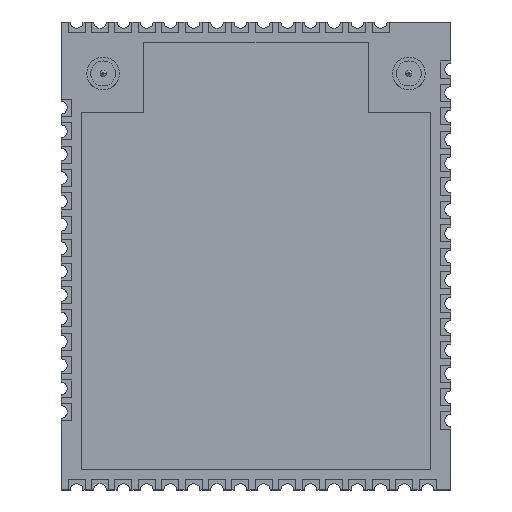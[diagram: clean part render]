
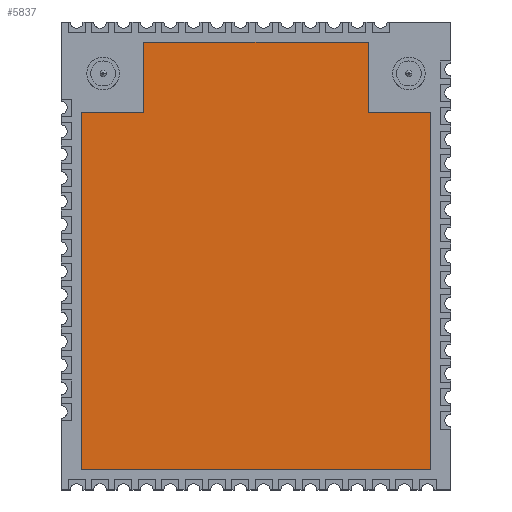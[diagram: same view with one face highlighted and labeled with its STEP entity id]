
A CAD part, top view. The second image highlights one B-rep face of the part: STEP entity #5837.
In plain terms, the highlighted planar face has unit normal (0, 0, 1).
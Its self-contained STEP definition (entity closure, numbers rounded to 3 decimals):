
#206 = CARTESIAN_POINT ( 'NONE',  ( 23.7, 24.2, 2.97 ) ) ;
#799 = DIRECTION ( 'NONE',  ( 0., 1., 0. ) ) ;
#935 = VERTEX_POINT ( 'NONE', #17916 ) ;
#1069 = VECTOR ( 'NONE', #3108, 1000. ) ;
#1613 = CARTESIAN_POINT ( 'NONE',  ( 5.3, 28.7, 2.97 ) ) ;
#1699 = DIRECTION ( 'NONE',  ( -1., 0., 0. ) ) ;
#1951 = CARTESIAN_POINT ( 'NONE',  ( 19.7, 28.7, 2.97 ) ) ;
#2047 = ORIENTED_EDGE ( 'NONE', *, *, #12058, .T. ) ;
#2058 = ORIENTED_EDGE ( 'NONE', *, *, #11893, .T. ) ;
#2099 = CARTESIAN_POINT ( 'NONE',  ( 19.7, 24.2, 2.97 ) ) ;
#2440 = EDGE_CURVE ( 'NONE', #3704, #2543, #12899, .T. ) ;
#2543 = VERTEX_POINT ( 'NONE', #17317 ) ;
#2646 = VECTOR ( 'NONE', #1699, 1000. ) ;
#2650 = VERTEX_POINT ( 'NONE', #5716 ) ;
#2656 = DIRECTION ( 'NONE',  ( 0., 0., 1. ) ) ;
#2868 = FACE_OUTER_BOUND ( 'NONE', #8189, .T. ) ;
#3001 = VECTOR ( 'NONE', #4451, 1000. ) ;
#3108 = DIRECTION ( 'NONE',  ( -1., 0., 0. ) ) ;
#3262 = EDGE_CURVE ( 'NONE', #16353, #12915, #5051, .T. ) ;
#3285 = LINE ( 'NONE', #9600, #6790 ) ;
#3704 = VERTEX_POINT ( 'NONE', #9458 ) ;
#3821 = LINE ( 'NONE', #14679, #15672 ) ;
#3824 = ORIENTED_EDGE ( 'NONE', *, *, #2440, .T. ) ;
#3930 = VERTEX_POINT ( 'NONE', #12865 ) ;
#4358 = ORIENTED_EDGE ( 'NONE', *, *, #3262, .T. ) ;
#4451 = DIRECTION ( 'NONE',  ( 1., 0., 0. ) ) ;
#5018 = VECTOR ( 'NONE', #799, 1000. ) ;
#5051 = LINE ( 'NONE', #1613, #1069 ) ;
#5160 = ORIENTED_EDGE ( 'NONE', *, *, #9165, .T. ) ;
#5716 = CARTESIAN_POINT ( 'NONE',  ( 1.3, 24.2, 2.97 ) ) ;
#5837 = ADVANCED_FACE ( 'NONE', ( #2868 ), #8530, .T. ) ;
#6480 = CARTESIAN_POINT ( 'NONE',  ( 5.3, 28.7, 2.97 ) ) ;
#6700 = DIRECTION ( 'NONE',  ( 0., 1., 0. ) ) ;
#6790 = VECTOR ( 'NONE', #6700, 1000. ) ;
#6973 = LINE ( 'NONE', #7377, #3001 ) ;
#7097 = CARTESIAN_POINT ( 'NONE',  ( 0., 0., 2.97 ) ) ;
#7297 = LINE ( 'NONE', #6480, #14704 ) ;
#7303 = DIRECTION ( 'NONE',  ( 0., -1., 0. ) ) ;
#7377 = CARTESIAN_POINT ( 'NONE',  ( 1.3, 1.3, 2.97 ) ) ;
#7564 = LINE ( 'NONE', #8701, #11494 ) ;
#7979 = DIRECTION ( 'NONE',  ( 0., -1., 0. ) ) ;
#8189 = EDGE_LOOP ( 'NONE', ( #3824, #2047, #17575, #4358, #15807, #5160, #2058, #17810 ) ) ;
#8530 = PLANE ( 'NONE',  #8843 ) ;
#8701 = CARTESIAN_POINT ( 'NONE',  ( 1.3, 24.2, 2.97 ) ) ;
#8761 = DIRECTION ( 'NONE',  ( -1., 0., 0. ) ) ;
#8843 = AXIS2_PLACEMENT_3D ( 'NONE', #7097, #2656, #13075 ) ;
#9165 = EDGE_CURVE ( 'NONE', #3930, #2650, #7564, .T. ) ;
#9425 = EDGE_CURVE ( 'NONE', #12915, #3930, #7297, .T. ) ;
#9458 = CARTESIAN_POINT ( 'NONE',  ( 23.7, 1.3, 2.97 ) ) ;
#9600 = CARTESIAN_POINT ( 'NONE',  ( 19.7, 28.7, 2.97 ) ) ;
#11494 = VECTOR ( 'NONE', #8761, 1000. ) ;
#11893 = EDGE_CURVE ( 'NONE', #2650, #935, #3821, .T. ) ;
#12058 = EDGE_CURVE ( 'NONE', #2543, #13009, #18451, .T. ) ;
#12865 = CARTESIAN_POINT ( 'NONE',  ( 5.3, 24.2, 2.97 ) ) ;
#12899 = LINE ( 'NONE', #17084, #5018 ) ;
#12915 = VERTEX_POINT ( 'NONE', #16682 ) ;
#13009 = VERTEX_POINT ( 'NONE', #2099 ) ;
#13075 = DIRECTION ( 'NONE',  ( 1., 0., 0. ) ) ;
#13762 = EDGE_CURVE ( 'NONE', #935, #3704, #6973, .T. ) ;
#14679 = CARTESIAN_POINT ( 'NONE',  ( 1.3, 24.2, 2.97 ) ) ;
#14704 = VECTOR ( 'NONE', #7979, 1000. ) ;
#15672 = VECTOR ( 'NONE', #7303, 1000. ) ;
#15807 = ORIENTED_EDGE ( 'NONE', *, *, #9425, .T. ) ;
#16353 = VERTEX_POINT ( 'NONE', #1951 ) ;
#16682 = CARTESIAN_POINT ( 'NONE',  ( 5.3, 28.7, 2.97 ) ) ;
#17084 = CARTESIAN_POINT ( 'NONE',  ( 23.7, 24.2, 2.97 ) ) ;
#17317 = CARTESIAN_POINT ( 'NONE',  ( 23.7, 24.2, 2.97 ) ) ;
#17575 = ORIENTED_EDGE ( 'NONE', *, *, #19191, .T. ) ;
#17810 = ORIENTED_EDGE ( 'NONE', *, *, #13762, .T. ) ;
#17916 = CARTESIAN_POINT ( 'NONE',  ( 1.3, 1.3, 2.97 ) ) ;
#18451 = LINE ( 'NONE', #206, #2646 ) ;
#19191 = EDGE_CURVE ( 'NONE', #13009, #16353, #3285, .T. ) ;
